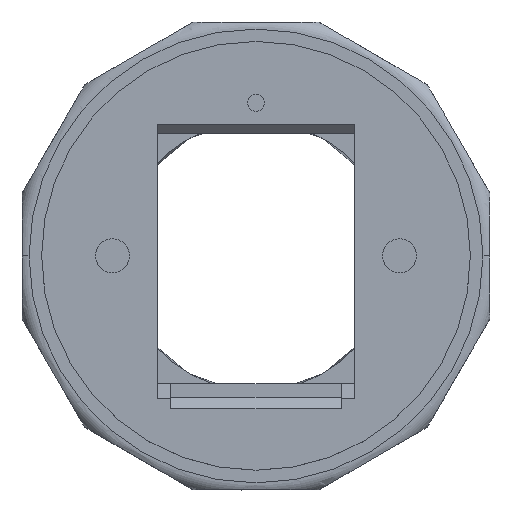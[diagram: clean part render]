
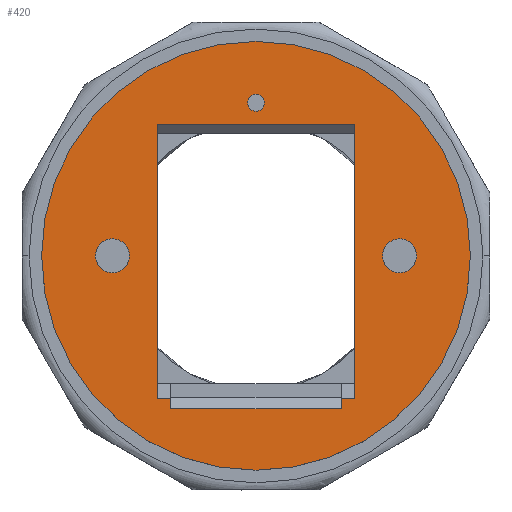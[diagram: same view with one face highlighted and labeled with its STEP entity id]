
A CAD part, top view. The second image highlights one B-rep face of the part: STEP entity #420.
In plain terms, the highlighted planar face has unit normal (0, 0, 1).
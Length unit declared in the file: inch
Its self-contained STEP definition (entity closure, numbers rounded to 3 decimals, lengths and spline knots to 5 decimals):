
#24 = VERTEX_POINT ( 'NONE', #1848 ) ;
#34 = VERTEX_POINT ( 'NONE', #1927 ) ;
#43 = EDGE_CURVE ( 'NONE', #24, #34, #1909, .T. ) ;
#54 = VERTEX_POINT ( 'NONE', #2085 ) ;
#86 = EDGE_CURVE ( 'NONE', #54, #101, #1975, .T. ) ;
#101 = VERTEX_POINT ( 'NONE', #2012 ) ;
#107 = VERTEX_POINT ( 'NONE', #2016 ) ;
#109 = EDGE_CURVE ( 'NONE', #107, #437, #2009, .T. ) ;
#335 = EDGE_CURVE ( 'NONE', #337, #424, #3051, .T. ) ;
#336 = ORIENTED_EDGE ( 'NONE', *, *, #405, .T. ) ;
#337 = VERTEX_POINT ( 'NONE', #2918 ) ;
#351 = EDGE_LOOP ( 'NONE', ( #445, #446, #443, #478, #442, #404, #336, #431 ) ) ;
#359 = EDGE_CURVE ( 'NONE', #437, #107, #2707, .T. ) ;
#361 = ORIENTED_EDGE ( 'NONE', *, *, #86, .F. ) ;
#363 = VERTEX_POINT ( 'NONE', #2817 ) ;
#392 = VERTEX_POINT ( 'NONE', #2858 ) ;
#394 = ORIENTED_EDGE ( 'NONE', *, *, #425, .F. ) ;
#395 = VERTEX_POINT ( 'NONE', #2810 ) ;
#404 = ORIENTED_EDGE ( 'NONE', *, *, #433, .T. ) ;
#405 = EDGE_CURVE ( 'NONE', #441, #432, #2830, .T. ) ;
#406 = EDGE_CURVE ( 'NONE', #481, #480, #2854, .T. ) ;
#407 = EDGE_CURVE ( 'NONE', #432, #392, #2882, .T. ) ;
#408 = EDGE_LOOP ( 'NONE', ( #409, #422 ) ) ;
#409 = ORIENTED_EDGE ( 'NONE', *, *, #486, .F. ) ;
#411 = EDGE_LOOP ( 'NONE', ( #601, #506 ) ) ;
#418 = EDGE_LOOP ( 'NONE', ( #482, #421 ) ) ;
#419 = EDGE_LOOP ( 'NONE', ( #394, #361 ) ) ;
#420 = ADVANCED_FACE ( 'NONE', ( #3116, #3132, #3177, #3188, #3205 ), #3170, .T. ) ;
#421 = ORIENTED_EDGE ( 'NONE', *, *, #109, .F. ) ;
#422 = ORIENTED_EDGE ( 'NONE', *, *, #406, .F. ) ;
#423 = EDGE_CURVE ( 'NONE', #363, #392, #3229, .T. ) ;
#424 = VERTEX_POINT ( 'NONE', #3199 ) ;
#425 = EDGE_CURVE ( 'NONE', #101, #54, #3215, .T. ) ;
#430 = EDGE_CURVE ( 'NONE', #477, #424, #3196, .T. ) ;
#431 = ORIENTED_EDGE ( 'NONE', *, *, #407, .T. ) ;
#432 = VERTEX_POINT ( 'NONE', #3166 ) ;
#433 = EDGE_CURVE ( 'NONE', #477, #441, #3111, .T. ) ;
#437 = VERTEX_POINT ( 'NONE', #3126 ) ;
#441 = VERTEX_POINT ( 'NONE', #3225 ) ;
#442 = ORIENTED_EDGE ( 'NONE', *, *, #430, .F. ) ;
#443 = ORIENTED_EDGE ( 'NONE', *, *, #479, .F. ) ;
#445 = ORIENTED_EDGE ( 'NONE', *, *, #423, .F. ) ;
#446 = ORIENTED_EDGE ( 'NONE', *, *, #447, .T. ) ;
#447 = EDGE_CURVE ( 'NONE', #363, #395, #3227, .T. ) ;
#477 = VERTEX_POINT ( 'NONE', #3136 ) ;
#478 = ORIENTED_EDGE ( 'NONE', *, *, #335, .T. ) ;
#479 = EDGE_CURVE ( 'NONE', #337, #395, #3174, .T. ) ;
#480 = VERTEX_POINT ( 'NONE', #3220 ) ;
#481 = VERTEX_POINT ( 'NONE', #3131 ) ;
#482 = ORIENTED_EDGE ( 'NONE', *, *, #359, .F. ) ;
#486 = EDGE_CURVE ( 'NONE', #480, #481, #2669, .T. ) ;
#506 = ORIENTED_EDGE ( 'NONE', *, *, #43, .F. ) ;
#576 = EDGE_CURVE ( 'NONE', #34, #24, #3429, .T. ) ;
#601 = ORIENTED_EDGE ( 'NONE', *, *, #576, .F. ) ;
#1848 = CARTESIAN_POINT ( 'NONE',  ( 0.025, 0.45, 0.735 ) ) ;
#1899 = DIRECTION ( 'NONE',  ( 1., 0., 0. ) ) ;
#1900 = DIRECTION ( 'NONE',  ( 0., 0., 1. ) ) ;
#1901 = CARTESIAN_POINT ( 'NONE',  ( 0., 0.45, 0.735 ) ) ;
#1903 = AXIS2_PLACEMENT_3D ( 'NONE', #1901, #1900, #1899 ) ;
#1909 = CIRCLE ( 'NONE', #1903, 0.025 ) ;
#1927 = CARTESIAN_POINT ( 'NONE',  ( -0.025, 0.45, 0.735 ) ) ;
#1975 = CIRCLE ( 'NONE', #2040, 0.05 ) ;
#2009 = CIRCLE ( 'NONE', #2053, 0.05 ) ;
#2012 = CARTESIAN_POINT ( 'NONE',  ( 0.472, 0., 0.735 ) ) ;
#2016 = CARTESIAN_POINT ( 'NONE',  ( -0.472, 0., 0.735 ) ) ;
#2037 = DIRECTION ( 'NONE',  ( 1., 0., 0. ) ) ;
#2038 = DIRECTION ( 'NONE',  ( 0., 0., 1. ) ) ;
#2039 = CARTESIAN_POINT ( 'NONE',  ( 0.422, 0., 0.735 ) ) ;
#2040 = AXIS2_PLACEMENT_3D ( 'NONE', #2039, #2038, #2037 ) ;
#2050 = DIRECTION ( 'NONE',  ( -1., 0., 0. ) ) ;
#2051 = DIRECTION ( 'NONE',  ( 0., 0., 1. ) ) ;
#2052 = CARTESIAN_POINT ( 'NONE',  ( -0.422, 0., 0.735 ) ) ;
#2053 = AXIS2_PLACEMENT_3D ( 'NONE', #2052, #2051, #2050 ) ;
#2085 = CARTESIAN_POINT ( 'NONE',  ( 0.372, 0., 0.735 ) ) ;
#2568 = DIRECTION ( 'NONE',  ( -1., 0., 0. ) ) ;
#2569 = DIRECTION ( 'NONE',  ( 0., 0., -1. ) ) ;
#2663 = DIRECTION ( 'NONE',  ( -1., 0., 0. ) ) ;
#2664 = DIRECTION ( 'NONE',  ( 0., 0., 1. ) ) ;
#2665 = CARTESIAN_POINT ( 'NONE',  ( -0.422, 0., 0.735 ) ) ;
#2666 = AXIS2_PLACEMENT_3D ( 'NONE', #2665, #2664, #2663 ) ;
#2668 = AXIS2_PLACEMENT_3D ( 'NONE', #2745, #2569, #2568 ) ;
#2669 = CIRCLE ( 'NONE', #2668, 0.63 ) ;
#2707 = CIRCLE ( 'NONE', #2666, 0.05 ) ;
#2745 = CARTESIAN_POINT ( 'NONE',  ( 0., 0., 0.735 ) ) ;
#2777 = DIRECTION ( 'NONE',  ( 0., -1., 0. ) ) ;
#2778 = VECTOR ( 'NONE', #2777, 39.37008 ) ;
#2779 = CARTESIAN_POINT ( 'NONE',  ( 0.25, -0.415, 0.735 ) ) ;
#2810 = CARTESIAN_POINT ( 'NONE',  ( -0.29, -0.42, 0.735 ) ) ;
#2817 = CARTESIAN_POINT ( 'NONE',  ( -0.25, -0.42, 0.735 ) ) ;
#2830 = LINE ( 'NONE', #2779, #2778 ) ;
#2846 = AXIS2_PLACEMENT_3D ( 'NONE', #2849, #2893, #2881 ) ;
#2849 = CARTESIAN_POINT ( 'NONE',  ( 0., 0., 0.735 ) ) ;
#2854 = CIRCLE ( 'NONE', #2846, 0.63 ) ;
#2858 = CARTESIAN_POINT ( 'NONE',  ( -0.25, -0.45, 0.735 ) ) ;
#2876 = DIRECTION ( 'NONE',  ( -1., 0., 0. ) ) ;
#2877 = VECTOR ( 'NONE', #2876, 39.37008 ) ;
#2878 = CARTESIAN_POINT ( 'NONE',  ( -0.25, -0.45, 0.735 ) ) ;
#2881 = DIRECTION ( 'NONE',  ( -1., 0., 0. ) ) ;
#2882 = LINE ( 'NONE', #2878, #2877 ) ;
#2893 = DIRECTION ( 'NONE',  ( 0., 0., -1. ) ) ;
#2918 = CARTESIAN_POINT ( 'NONE',  ( -0.29, 0.385, 0.735 ) ) ;
#2919 = DIRECTION ( 'NONE',  ( 1., 0., 0. ) ) ;
#2920 = VECTOR ( 'NONE', #2919, 39.37008 ) ;
#2921 = CARTESIAN_POINT ( 'NONE',  ( 0.29, 0.385, 0.735 ) ) ;
#3051 = LINE ( 'NONE', #2921, #2920 ) ;
#3093 = DIRECTION ( 'NONE',  ( 0., -1., 0. ) ) ;
#3094 = VECTOR ( 'NONE', #3093, 39.37008 ) ;
#3110 = CARTESIAN_POINT ( 'NONE',  ( 0.25, -0.42, 0.735 ) ) ;
#3111 = LINE ( 'NONE', #3110, #3145 ) ;
#3116 = FACE_BOUND ( 'NONE', #418, .T. ) ;
#3126 = CARTESIAN_POINT ( 'NONE',  ( -0.372, 0., 0.735 ) ) ;
#3130 = DIRECTION ( 'NONE',  ( 0., -1., 0. ) ) ;
#3131 = CARTESIAN_POINT ( 'NONE',  ( 0.63, 0., 0.735 ) ) ;
#3132 = FACE_BOUND ( 'NONE', #419, .T. ) ;
#3133 = AXIS2_PLACEMENT_3D ( 'NONE', #3143, #3137, #3194 ) ;
#3136 = CARTESIAN_POINT ( 'NONE',  ( 0.29, -0.42, 0.735 ) ) ;
#3137 = DIRECTION ( 'NONE',  ( 0., 0., 1. ) ) ;
#3141 = VECTOR ( 'NONE', #3130, 39.37008 ) ;
#3143 = CARTESIAN_POINT ( 'NONE',  ( 0., 0.5575, 0.735 ) ) ;
#3144 = DIRECTION ( 'NONE',  ( -1., 0., 0. ) ) ;
#3145 = VECTOR ( 'NONE', #3144, 39.37008 ) ;
#3148 = AXIS2_PLACEMENT_3D ( 'NONE', #3164, #3167, #3197 ) ;
#3164 = CARTESIAN_POINT ( 'NONE',  ( 0.422, 0., 0.735 ) ) ;
#3166 = CARTESIAN_POINT ( 'NONE',  ( 0.25, -0.45, 0.735 ) ) ;
#3167 = DIRECTION ( 'NONE',  ( 0., 0., 1. ) ) ;
#3170 = PLANE ( 'NONE',  #3133 ) ;
#3173 = CARTESIAN_POINT ( 'NONE',  ( -0.29, -0.375, 0.735 ) ) ;
#3174 = LINE ( 'NONE', #3173, #3141 ) ;
#3177 = FACE_BOUND ( 'NONE', #351, .T. ) ;
#3186 = DIRECTION ( 'NONE',  ( 0., 1., 0. ) ) ;
#3187 = VECTOR ( 'NONE', #3186, 39.37008 ) ;
#3188 = FACE_OUTER_BOUND ( 'NONE', #408, .T. ) ;
#3191 = DIRECTION ( 'NONE',  ( -1., 0., 0. ) ) ;
#3194 = DIRECTION ( 'NONE',  ( 1., 0., 0. ) ) ;
#3195 = CARTESIAN_POINT ( 'NONE',  ( 0.29, -0.375, 0.735 ) ) ;
#3196 = LINE ( 'NONE', #3195, #3187 ) ;
#3197 = DIRECTION ( 'NONE',  ( 1., 0., 0. ) ) ;
#3199 = CARTESIAN_POINT ( 'NONE',  ( 0.29, 0.385, 0.735 ) ) ;
#3205 = FACE_BOUND ( 'NONE', #411, .T. ) ;
#3215 = CIRCLE ( 'NONE', #3148, 0.05 ) ;
#3220 = CARTESIAN_POINT ( 'NONE',  ( -0.63, 0., 0.735 ) ) ;
#3223 = VECTOR ( 'NONE', #3191, 39.37008 ) ;
#3224 = CARTESIAN_POINT ( 'NONE',  ( -0.29, -0.42, 0.735 ) ) ;
#3225 = CARTESIAN_POINT ( 'NONE',  ( 0.25, -0.42, 0.735 ) ) ;
#3227 = LINE ( 'NONE', #3224, #3223 ) ;
#3228 = CARTESIAN_POINT ( 'NONE',  ( -0.25, -0.415, 0.735 ) ) ;
#3229 = LINE ( 'NONE', #3228, #3094 ) ;
#3417 = AXIS2_PLACEMENT_3D ( 'NONE', #3428, #3510, #3509 ) ;
#3428 = CARTESIAN_POINT ( 'NONE',  ( 0., 0.45, 0.735 ) ) ;
#3429 = CIRCLE ( 'NONE', #3417, 0.025 ) ;
#3509 = DIRECTION ( 'NONE',  ( 1., 0., 0. ) ) ;
#3510 = DIRECTION ( 'NONE',  ( 0., 0., 1. ) ) ;
